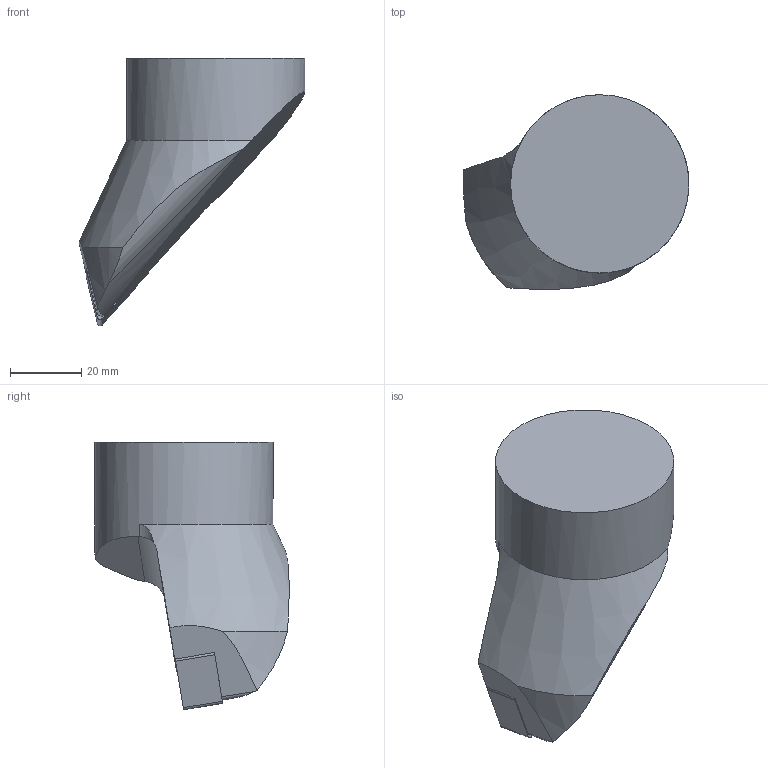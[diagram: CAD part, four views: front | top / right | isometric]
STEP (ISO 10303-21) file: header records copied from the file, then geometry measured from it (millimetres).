
FILE_DESCRIPTION((''),'1');
FILE_NAME('S50-DDJNL-33075-15.stp','2020-06-09T06:50:36',(''),(''),'Spatial Interop R21 SP3','Kubotek KeyCreator 2011 V10.0.2 (22737)',' ');
FILE_SCHEMA(('automotive_design'));
Length unit declared in the file: millimetre
Products named in the file (1): 240[2]
Bounding box: 63.31 x 54.48 x 75 mm (x, y, z)
Volume: 80850.8 mm3; surface area: 11867.6 mm2
Topology: 1 solids, 1 shells, 27 faces, 76 edges, 51 vertices
Faces by surface type: cylinder 15, plane 11, cone 1
Full cylindrical faces by diameter (mm): 50 x1
Entity records: 1689 total; most frequent: CARTESIAN_POINT 276, DIRECTION 148, ORIENTED_EDGE 148, PRESENTATION_STYLE_ASSIGNMENT 130, COLOUR_RGB 130, STYLED_ITEM 102, CURVE_STYLE 102, DRAUGHTING_PRE_DEFINED_CURVE_FONT 102
